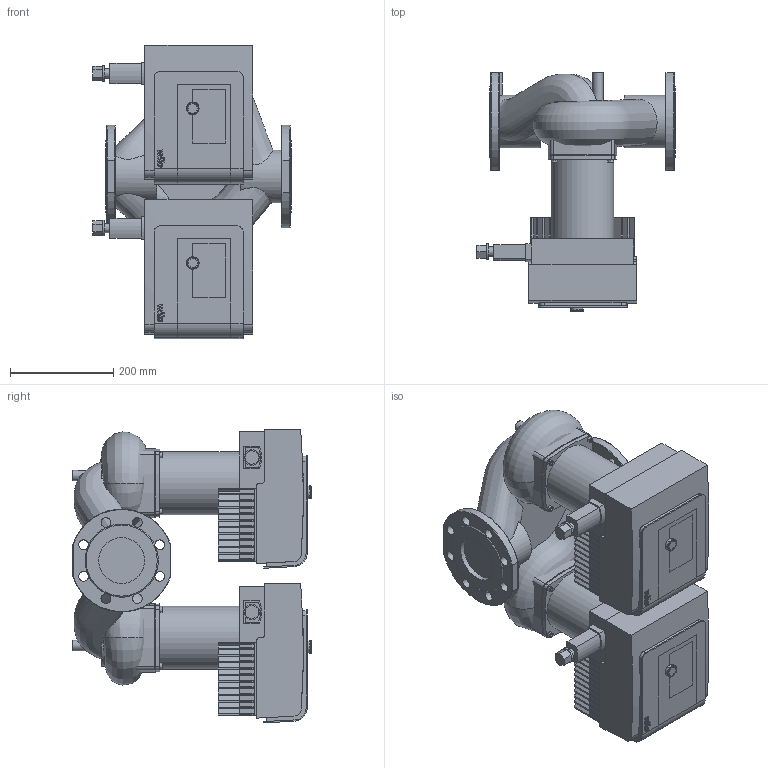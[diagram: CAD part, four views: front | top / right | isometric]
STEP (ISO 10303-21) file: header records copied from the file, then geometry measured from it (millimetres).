
FILE_DESCRIPTION(/* description */ (''),/* implementation_level */ '2;1');
FILE_NAME(/* name */ '3d_StratosMAXO-D80_0_5-16PN16-2186306.stp',/* time_stamp */ '2017-09-25T15:05:21+02:00',/* author */ ('Andrzej'),/* organization */ (''),/* preprocessor_version */ 'ST-DEVELOPER v16.13',/* originating_system */ 'AutoCAD Mechanical',/* authorisation */ '');
FILE_SCHEMA (('AUTOMOTIVE_DESIGN { 1 0 10303 214 3 1 1 }'));
Length unit declared in the file: millimetre
Products named in the file (1): Product
Bounding box: 385 x 463 x 570 mm (x, y, z)
Volume: 29592529.7 mm3; surface area: 2202707.2 mm2
Topology: 29 solids, 29 shells, 1533 faces, 4016 edges, 2496 vertices
Faces by surface type: plane 832, cylinder 430, sphere 112, torus 80, bspline 61, cone 18
Full cylindrical faces by diameter (mm): 10 x11, 18 x3, 19 x16, 20 x2, 24 x2, 30 x2, 88.9 x2, 102.235 x2, 122 x2
Entity records: 70189 total; most frequent: CARTESIAN_POINT 32943, ORIENTED_EDGE 7758, DIRECTION 7654, EDGE_CURVE 3879, LINE 2570, VECTOR 2570, AXIS2_PLACEMENT_3D 2542, VERTEX_POINT 2467
